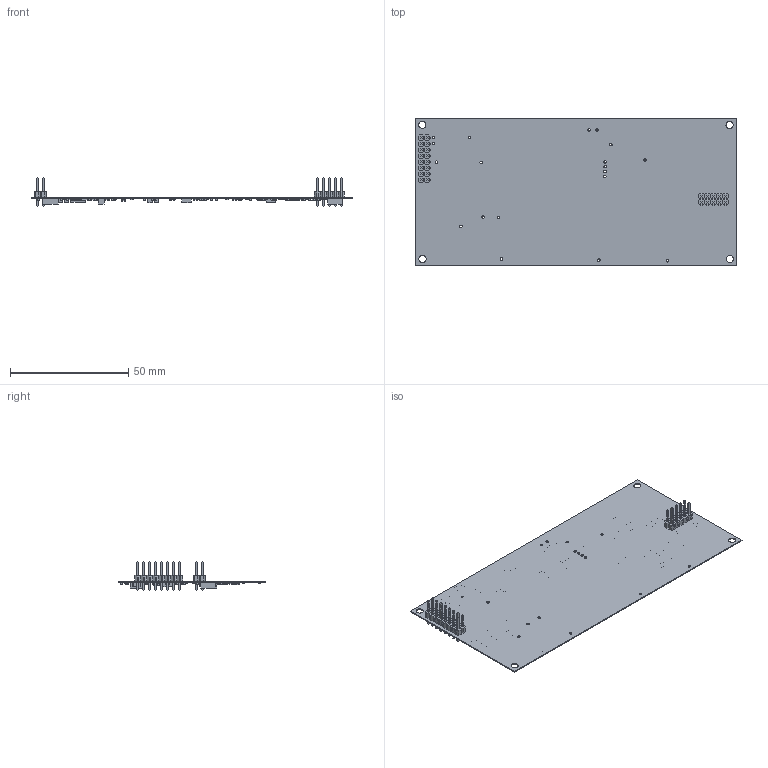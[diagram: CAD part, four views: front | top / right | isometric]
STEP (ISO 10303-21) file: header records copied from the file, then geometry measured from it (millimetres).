
FILE_DESCRIPTION(('Open CASCADE Model'),'2;1');
FILE_NAME('Open CASCADE Shape Model','2019-12-08T10:44:58',('Author'),( 'Open CASCADE'),'Open CASCADE STEP processor 6.8','Open CASCADE 6.8' ,'Unknown');
FILE_SCHEMA(('AUTOMOTIVE_DESIGN { 1 0 10303 214 1 1 1 1 }'));
Length unit declared in the file: millimetre
Products named in the file (141): PCB; Board; Open CASCADE STEP translator 6.8 1.1.1; R31; RES-0603; Resistor_0603; R30; R29; C45; CAP-0603; Capacitor_0603; C43; C46; C44; FB1; 6937385280; Extruded; 6937384880; Q5; SOT23; SOT-23; R28; R27; R26; R10; Q6; D3; 6937707280; D2; SOD123; C42; C41; 6937387360; 6937386800; C40; C39; C38; 6937388400; 6937388960; C37 ...
Assembly tree (253 placements, depth 5):
  PCB
    Board
      Open CASCADE STEP translator 6.8 1.1.1
    R31
      RES-0603
        Resistor_0603
    R30
      RES-0603
        Resistor_0603
    R29
      RES-0603
        Resistor_0603
    C45
      CAP-0603
        Capacitor_0603
    C43
      CAP-0603
        Capacitor_0603
    C46
      CAP-0603
        Capacitor_0603
    C44
      CAP-0603
        Capacitor_0603
    FB1
      6937385280  x2
        Extruded
      6937384880
        Extruded
    Q5
      SOT23
        SOT-23
    R28
      RES-0603
        Resistor_0603
    R27
      RES-0603
        Resistor_0603
    R26
      RES-0603
        Resistor_0603
    R10
      RES-0603
        Resistor_0603
    Q6
      SOT23
        SOT-23
    D3
      6937707280
        Extruded
    D2
      SOD123
        SOD123
    C42
      CAP-0603
        Capacitor_0603
    C41
      6937387360  x2
        Extruded
      6937386800
Bounding box: 136.17 x 62.64 x 12.19 mm (x, y, z)
Volume: 4357.8 mm3; surface area: 19956.1 mm2
Topology: 142 solids, 142 shells, 2829 faces, 6681 edges, 4320 vertices
Faces by surface type: plane 2574, cylinder 203, bspline 36, sphere 16
Full cylindrical faces by diameter (mm): 0.762 x1, 1.067 x44, 3.048 x4
Entity records: 24274 total; most frequent: CARTESIAN_POINT 6304, DIRECTION 2959, ORIENTED_EDGE 2590, EDGE_CURVE 1295, AXIS2_PLACEMENT_3D 987, LINE 985, VECTOR 985, VERTEX_POINT 824
